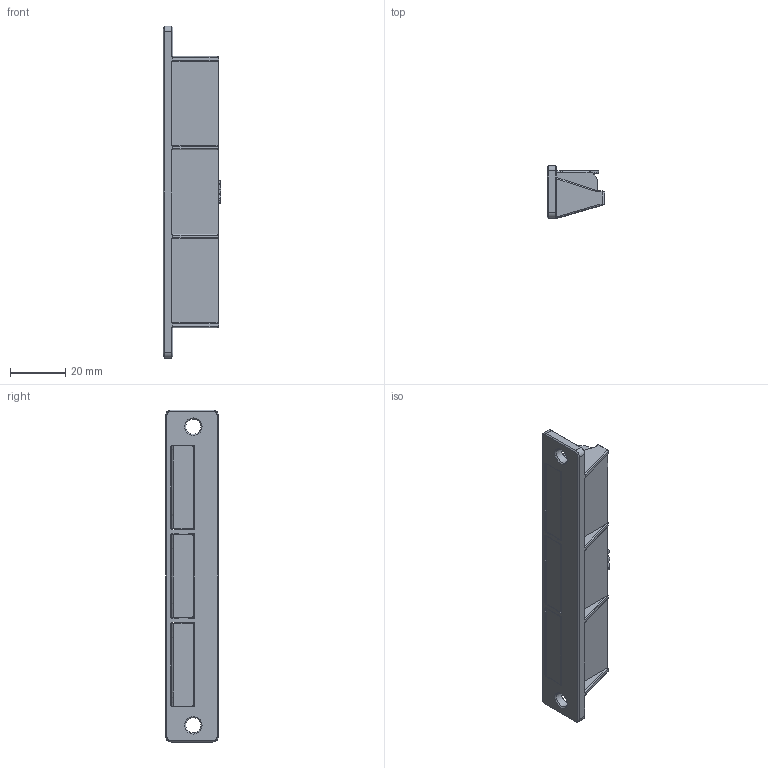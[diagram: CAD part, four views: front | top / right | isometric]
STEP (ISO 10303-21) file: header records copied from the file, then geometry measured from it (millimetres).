
FILE_DESCRIPTION(/* description */ (''),/* implementation_level */ '2;1');
FILE_NAME(/* name */ 'A-AC_Wago-Offset-L.stp',/* time_stamp */ '2021-01-21T17:36:08-08:00',/* author */ (''),/* organization */ (''),/* preprocessor_version */ 'ST-DEVELOPER v18.1',/* originating_system */ 'Autodesk Translation Framework v9.7.0.1280',/* authorisation */ '');
FILE_SCHEMA (('AUTOMOTIVE_DESIGN { 1 0 10303 214 3 1 1 }'));
Length unit declared in the file: millimetre
Products named in the file (2): Wago Mount AC 3030 Offset; WAGO 221-615
Assembly tree (3 placements, depth 2):
  Wago Mount AC 3030 Offset
    WAGO 221-615  x3
Bounding box: 20.77 x 19 x 119.79 mm (x, y, z)
Volume: 24367 mm3; surface area: 16366 mm2
Topology: 4 solids, 4 shells, 1034 faces, 2940 edges, 1888 vertices
Faces by surface type: plane 554, bspline 244, cylinder 180, cone 56
Full cylindrical faces by diameter (mm): 5.5 x2
Entity records: 19999 total; most frequent: CARTESIAN_POINT 6096, ORIENTED_EDGE 3084, DIRECTION 2610, EDGE_CURVE 1542, VERTEX_POINT 972, LINE 962, VECTOR 962, AXIS2_PLACEMENT_3D 824
